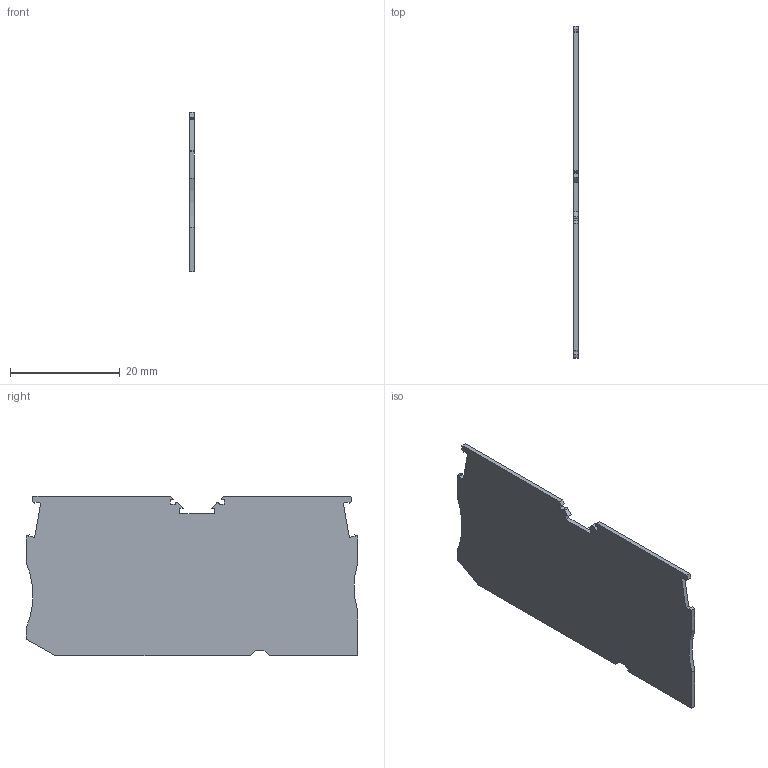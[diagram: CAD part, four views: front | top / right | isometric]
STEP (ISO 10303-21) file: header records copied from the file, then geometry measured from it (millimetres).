
FILE_DESCRIPTION(('Creo Elements/Direct Modeling STEP Export'),'2;1');
FILE_NAME('model.stp','2018-03-20T 6:55:28',(''),(''),'Creo Elements/Direct Modeling STEP processor for AP214 (Solid Model)','Creo Elements/Direct Modeling 18.1I 14-Aug-2016 (C) Parametric Technology GmbH','');
FILE_SCHEMA(('AUTOMOTIVE_DESIGN { 1 0 10303 214 1 1 1 1 }'));
Length unit declared in the file: millimetre
Products named in the file (1): D-ST_2.5-TWIN-0.8-Select
Bounding box: 0.8 x 60.4 x 29.05 mm (x, y, z)
Volume: 1341.3 mm3; surface area: 3508.2 mm2
Topology: 1 solids, 1 shells, 49 faces, 141 edges, 94 vertices
Faces by surface type: plane 45, cylinder 4
Entity records: 1981 total; most frequent: CARTESIAN_POINT 285, ORIENTED_EDGE 282, DIRECTION 249, EDGE_CURVE 141, VECTOR 133, LINE 133, VERTEX_POINT 94, AXIS2_PLACEMENT_3D 58
